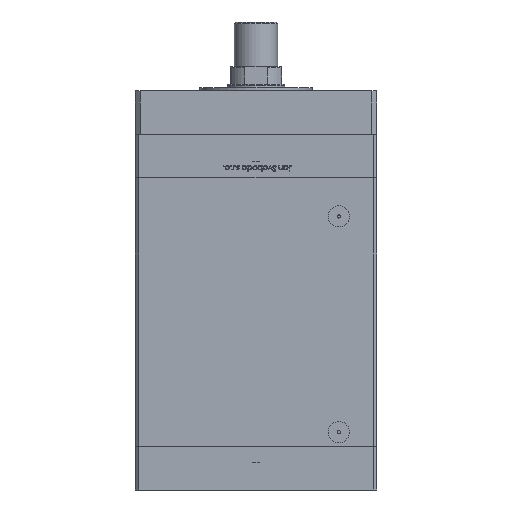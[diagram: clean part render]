
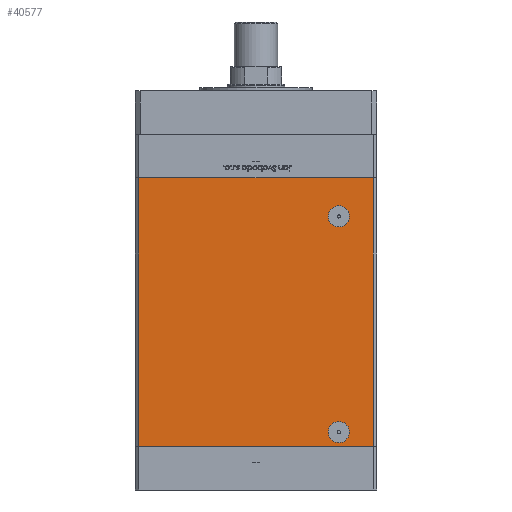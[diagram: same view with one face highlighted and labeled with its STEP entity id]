
A CAD part, front view. The second image highlights one B-rep face of the part: STEP entity #40577.
In plain terms, the highlighted planar face has unit normal (0, -1, 0).
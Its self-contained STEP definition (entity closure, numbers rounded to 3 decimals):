
#1225 = CARTESIAN_POINT ( 'NONE',  ( -73., -62.5, 0. ) ) ;
#1393 = EDGE_CURVE ( 'NONE', #32464, #36676, #41699, .T. ) ;
#1670 = DIRECTION ( 'NONE',  ( 0., 0., -1. ) ) ;
#3298 = LINE ( 'NONE', #28205, #23473 ) ;
#3422 = DIRECTION ( 'NONE',  ( 0., 0., -1. ) ) ;
#3744 = DIRECTION ( 'NONE',  ( 0., 0., -1. ) ) ;
#5123 = DIRECTION ( 'NONE',  ( 1., 0., 0. ) ) ;
#5197 = CARTESIAN_POINT ( 'NONE',  ( 51.5, -62.5, 136.42 ) ) ;
#5344 = CARTESIAN_POINT ( 'NONE',  ( -73., -62.5, 167. ) ) ;
#5479 = CARTESIAN_POINT ( 'NONE',  ( -73., -62.5, 167. ) ) ;
#7164 = DIRECTION ( 'NONE',  ( 0., 0., -1. ) ) ;
#7600 = AXIS2_PLACEMENT_3D ( 'NONE', #41185, #14663, #1670 ) ;
#8998 = EDGE_CURVE ( 'NONE', #39762, #21245, #10081, .T. ) ;
#9107 = EDGE_CURVE ( 'NONE', #41327, #44418, #26125, .T. ) ;
#9302 = EDGE_CURVE ( 'NONE', #36676, #32464, #30448, .T. ) ;
#9387 = VERTEX_POINT ( 'NONE', #23894 ) ;
#10081 = CIRCLE ( 'NONE', #41070, 6.58 ) ;
#10565 = VERTEX_POINT ( 'NONE', #39048 ) ;
#10642 = ORIENTED_EDGE ( 'NONE', *, *, #17295, .F. ) ;
#11430 = DIRECTION ( 'NONE',  ( 0., -1., 0. ) ) ;
#12034 = CARTESIAN_POINT ( 'NONE',  ( 51.5, -62.5, 143. ) ) ;
#12267 = AXIS2_PLACEMENT_3D ( 'NONE', #5344, #34961, #34423 ) ;
#13392 = ORIENTED_EDGE ( 'NONE', *, *, #16890, .F. ) ;
#14663 = DIRECTION ( 'NONE',  ( 0., 1., 0. ) ) ;
#15134 = EDGE_LOOP ( 'NONE', ( #23788, #30073 ) ) ;
#16890 = EDGE_CURVE ( 'NONE', #10565, #9387, #3298, .T. ) ;
#17295 = EDGE_CURVE ( 'NONE', #41327, #10565, #22008, .T. ) ;
#17859 = EDGE_CURVE ( 'NONE', #21245, #39762, #31477, .T. ) ;
#18105 = DIRECTION ( 'NONE',  ( 1., 0., 0. ) ) ;
#18957 = VECTOR ( 'NONE', #51046, 1000. ) ;
#21245 = VERTEX_POINT ( 'NONE', #5197 ) ;
#22008 = LINE ( 'NONE', #52151, #22611 ) ;
#22611 = VECTOR ( 'NONE', #5123, 1000. ) ;
#23114 = ORIENTED_EDGE ( 'NONE', *, *, #9302, .F. ) ;
#23473 = VECTOR ( 'NONE', #7164, 1000. ) ;
#23788 = ORIENTED_EDGE ( 'NONE', *, *, #17859, .T. ) ;
#23894 = CARTESIAN_POINT ( 'NONE',  ( 73., -62.5, 0. ) ) ;
#25848 = CARTESIAN_POINT ( 'NONE',  ( 51.5, -62.5, 9. ) ) ;
#26125 = LINE ( 'NONE', #47180, #18957 ) ;
#28205 = CARTESIAN_POINT ( 'NONE',  ( 73., -62.5, 167. ) ) ;
#28655 = DIRECTION ( 'NONE',  ( 0., 1., 0. ) ) ;
#29296 = CARTESIAN_POINT ( 'NONE',  ( -73., -62.5, 0. ) ) ;
#30073 = ORIENTED_EDGE ( 'NONE', *, *, #8998, .T. ) ;
#30272 = FACE_BOUND ( 'NONE', #15134, .T. ) ;
#30448 = CIRCLE ( 'NONE', #35756, 6.58 ) ;
#31477 = CIRCLE ( 'NONE', #7600, 6.58 ) ;
#32464 = VERTEX_POINT ( 'NONE', #44820 ) ;
#33023 = CARTESIAN_POINT ( 'NONE',  ( 51.5, -62.5, 9. ) ) ;
#34218 = EDGE_LOOP ( 'NONE', ( #53585, #23114 ) ) ;
#34423 = DIRECTION ( 'NONE',  ( 0., 0., 1. ) ) ;
#34961 = DIRECTION ( 'NONE',  ( 0., 1., 0. ) ) ;
#35756 = AXIS2_PLACEMENT_3D ( 'NONE', #33023, #11430, #3422 ) ;
#36676 = VERTEX_POINT ( 'NONE', #50768 ) ;
#36711 = DIRECTION ( 'NONE',  ( 0., 0., -1. ) ) ;
#39048 = CARTESIAN_POINT ( 'NONE',  ( 73., -62.5, 167. ) ) ;
#39762 = VERTEX_POINT ( 'NONE', #52377 ) ;
#39959 = ORIENTED_EDGE ( 'NONE', *, *, #9107, .T. ) ;
#40577 = ADVANCED_FACE ( 'NONE', ( #51560, #42493, #30272 ), #47158, .F. ) ;
#41070 = AXIS2_PLACEMENT_3D ( 'NONE', #12034, #28655, #36711 ) ;
#41185 = CARTESIAN_POINT ( 'NONE',  ( 51.5, -62.5, 143. ) ) ;
#41327 = VERTEX_POINT ( 'NONE', #5479 ) ;
#41677 = DIRECTION ( 'NONE',  ( 0., -1., 0. ) ) ;
#41699 = CIRCLE ( 'NONE', #52287, 6.58 ) ;
#42493 = FACE_OUTER_BOUND ( 'NONE', #44565, .T. ) ;
#42642 = VECTOR ( 'NONE', #18105, 1000. ) ;
#43049 = LINE ( 'NONE', #1225, #42642 ) ;
#44418 = VERTEX_POINT ( 'NONE', #29296 ) ;
#44565 = EDGE_LOOP ( 'NONE', ( #51918, #13392, #10642, #39959 ) ) ;
#44820 = CARTESIAN_POINT ( 'NONE',  ( 51.5, -62.5, 2.42 ) ) ;
#47158 = PLANE ( 'NONE',  #12267 ) ;
#47180 = CARTESIAN_POINT ( 'NONE',  ( -73., -62.5, 167. ) ) ;
#49550 = EDGE_CURVE ( 'NONE', #44418, #9387, #43049, .T. ) ;
#50768 = CARTESIAN_POINT ( 'NONE',  ( 51.5, -62.5, 15.58 ) ) ;
#51046 = DIRECTION ( 'NONE',  ( 0., 0., -1. ) ) ;
#51560 = FACE_BOUND ( 'NONE', #34218, .T. ) ;
#51918 = ORIENTED_EDGE ( 'NONE', *, *, #49550, .T. ) ;
#52151 = CARTESIAN_POINT ( 'NONE',  ( -73., -62.5, 167. ) ) ;
#52287 = AXIS2_PLACEMENT_3D ( 'NONE', #25848, #41677, #3744 ) ;
#52377 = CARTESIAN_POINT ( 'NONE',  ( 51.5, -62.5, 149.58 ) ) ;
#53585 = ORIENTED_EDGE ( 'NONE', *, *, #1393, .F. ) ;
